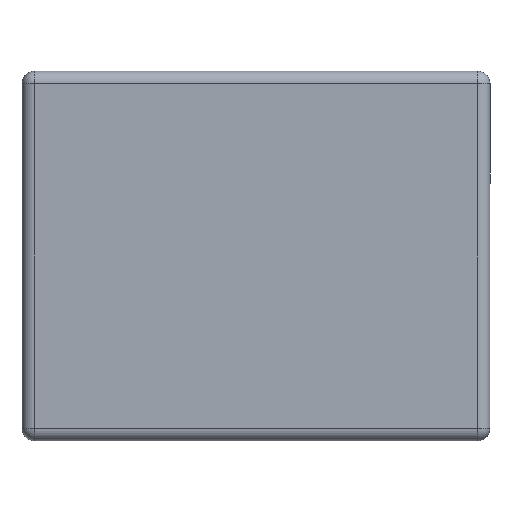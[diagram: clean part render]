
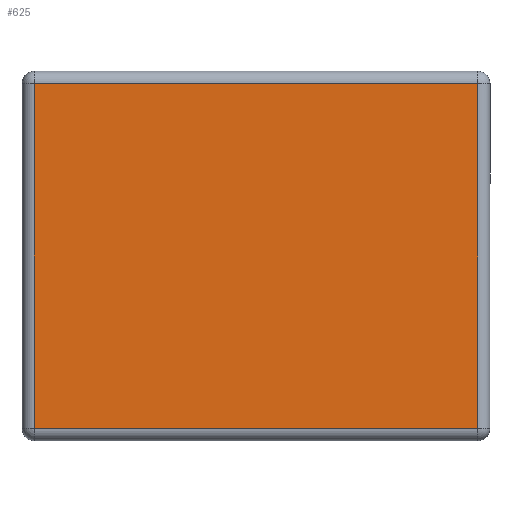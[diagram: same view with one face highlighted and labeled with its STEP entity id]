
A CAD part, front view. The second image highlights one B-rep face of the part: STEP entity #625.
In plain terms, the highlighted planar face has unit normal (0, -1, 0).
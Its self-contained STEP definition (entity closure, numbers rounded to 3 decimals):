
#1 = PLANE ( 'NONE',  #426 ) ;
#89 = DIRECTION ( 'NONE',  ( 0., 1., 0. ) ) ;
#97 = LINE ( 'NONE', #1182, #131 ) ;
#122 = CARTESIAN_POINT ( 'NONE',  ( 45., 0., -35. ) ) ;
#131 = VECTOR ( 'NONE', #750, 1000. ) ;
#138 = CARTESIAN_POINT ( 'NONE',  ( 0., 0., 35. ) ) ;
#142 = EDGE_CURVE ( 'NONE', #1055, #663, #727, .T. ) ;
#186 = ORIENTED_EDGE ( 'NONE', *, *, #1115, .T. ) ;
#214 = CARTESIAN_POINT ( 'NONE',  ( 0., 0., 0. ) ) ;
#223 = VECTOR ( 'NONE', #298, 1000. ) ;
#298 = DIRECTION ( 'NONE',  ( 1., 0., 0. ) ) ;
#356 = LINE ( 'NONE', #138, #1027 ) ;
#417 = CARTESIAN_POINT ( 'NONE',  ( 0., 0., -35. ) ) ;
#426 = AXIS2_PLACEMENT_3D ( 'NONE', #214, #89, #1073 ) ;
#490 = ORIENTED_EDGE ( 'NONE', *, *, #1068, .T. ) ;
#530 = CARTESIAN_POINT ( 'NONE',  ( 45., 0., 35. ) ) ;
#619 = EDGE_CURVE ( 'NONE', #663, #976, #97, .T. ) ;
#625 = ADVANCED_FACE ( 'NONE', ( #764 ), #1, .F. ) ;
#631 = ORIENTED_EDGE ( 'NONE', *, *, #619, .T. ) ;
#657 = VECTOR ( 'NONE', #1171, 1000. ) ;
#663 = VERTEX_POINT ( 'NONE', #122 ) ;
#727 = LINE ( 'NONE', #417, #223 ) ;
#750 = DIRECTION ( 'NONE',  ( 0., 0., 1. ) ) ;
#764 = FACE_OUTER_BOUND ( 'NONE', #1014, .T. ) ;
#791 = DIRECTION ( 'NONE',  ( -1., 0., 0. ) ) ;
#845 = CARTESIAN_POINT ( 'NONE',  ( -45., 0., 35. ) ) ;
#848 = VERTEX_POINT ( 'NONE', #845 ) ;
#871 = CARTESIAN_POINT ( 'NONE',  ( -45., 0., -35. ) ) ;
#890 = ORIENTED_EDGE ( 'NONE', *, *, #142, .T. ) ;
#960 = LINE ( 'NONE', #1393, #657 ) ;
#976 = VERTEX_POINT ( 'NONE', #530 ) ;
#1014 = EDGE_LOOP ( 'NONE', ( #890, #631, #186, #490 ) ) ;
#1027 = VECTOR ( 'NONE', #791, 1000. ) ;
#1055 = VERTEX_POINT ( 'NONE', #871 ) ;
#1068 = EDGE_CURVE ( 'NONE', #848, #1055, #960, .T. ) ;
#1073 = DIRECTION ( 'NONE',  ( 0., 0., 1. ) ) ;
#1115 = EDGE_CURVE ( 'NONE', #976, #848, #356, .T. ) ;
#1171 = DIRECTION ( 'NONE',  ( 0., 0., -1. ) ) ;
#1182 = CARTESIAN_POINT ( 'NONE',  ( 45., 0., 0. ) ) ;
#1393 = CARTESIAN_POINT ( 'NONE',  ( -45., 0., 0. ) ) ;
